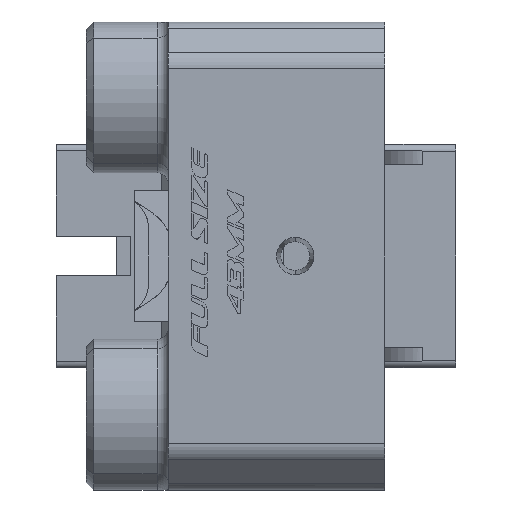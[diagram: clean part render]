
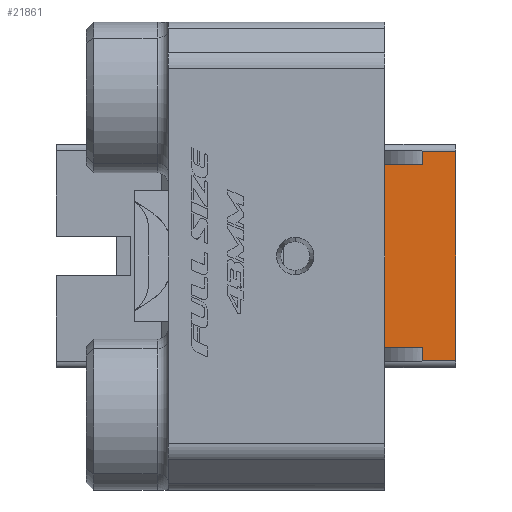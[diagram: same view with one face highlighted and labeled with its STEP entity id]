
A CAD part, left-side view. The second image highlights one B-rep face of the part: STEP entity #21861.
In plain terms, the highlighted planar face has unit normal (-1, 0, 0).
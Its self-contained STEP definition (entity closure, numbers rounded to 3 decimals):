
#361 = EDGE_LOOP ( 'NONE', ( #11908, #13009, #28912, #12010, #14742, #29361, #22011, #6151 ) ) ;
#1451 = DIRECTION ( 'NONE',  ( 0., 0., 1. ) ) ;
#1464 = EDGE_CURVE ( 'NONE', #6314, #10219, #28220, .T. ) ;
#1706 = CARTESIAN_POINT ( 'NONE',  ( 13., -9.5, 0. ) ) ;
#3689 = CARTESIAN_POINT ( 'NONE',  ( 13., -2., 12.2 ) ) ;
#5455 = VECTOR ( 'NONE', #15361, 1000. ) ;
#5654 = VERTEX_POINT ( 'NONE', #3689 ) ;
#5759 = CARTESIAN_POINT ( 'NONE',  ( 13., -2., -12.2 ) ) ;
#6151 = ORIENTED_EDGE ( 'NONE', *, *, #1464, .T. ) ;
#6314 = VERTEX_POINT ( 'NONE', #32141 ) ;
#6527 = VERTEX_POINT ( 'NONE', #34977 ) ;
#7307 = VERTEX_POINT ( 'NONE', #12557 ) ;
#9072 = LINE ( 'NONE', #32487, #9705 ) ;
#9440 = LINE ( 'NONE', #26704, #19574 ) ;
#9705 = VECTOR ( 'NONE', #23851, 1000. ) ;
#10219 = VERTEX_POINT ( 'NONE', #23905 ) ;
#10679 = EDGE_CURVE ( 'NONE', #12423, #7307, #19384, .T. ) ;
#11449 = DIRECTION ( 'NONE',  ( 0., -1., 0. ) ) ;
#11887 = CARTESIAN_POINT ( 'NONE',  ( 13., -2., -12.2 ) ) ;
#11908 = ORIENTED_EDGE ( 'NONE', *, *, #21459, .T. ) ;
#12010 = ORIENTED_EDGE ( 'NONE', *, *, #27724, .F. ) ;
#12423 = VERTEX_POINT ( 'NONE', #22806 ) ;
#12557 = CARTESIAN_POINT ( 'NONE',  ( 13., -11.5, 14. ) ) ;
#12766 = VECTOR ( 'NONE', #11449, 1000. ) ;
#13009 = ORIENTED_EDGE ( 'NONE', *, *, #15796, .F. ) ;
#13236 = EDGE_CURVE ( 'NONE', #30233, #14320, #9072, .T. ) ;
#13608 = DIRECTION ( 'NONE',  ( 0., 0., -1. ) ) ;
#14320 = VERTEX_POINT ( 'NONE', #5759 ) ;
#14571 = LINE ( 'NONE', #11887, #24538 ) ;
#14742 = ORIENTED_EDGE ( 'NONE', *, *, #19227, .T. ) ;
#15361 = DIRECTION ( 'NONE',  ( 0., 1., 0. ) ) ;
#15748 = CARTESIAN_POINT ( 'NONE',  ( 13., 0., 12.2 ) ) ;
#15796 = EDGE_CURVE ( 'NONE', #14320, #5654, #14571, .T. ) ;
#16126 = CARTESIAN_POINT ( 'NONE',  ( 13., -7.074, 14.2 ) ) ;
#18334 = LINE ( 'NONE', #24293, #27034 ) ;
#19227 = EDGE_CURVE ( 'NONE', #6527, #12423, #19740, .T. ) ;
#19384 = LINE ( 'NONE', #24778, #33862 ) ;
#19544 = DIRECTION ( 'NONE',  ( 0., 0., -1. ) ) ;
#19574 = VECTOR ( 'NONE', #32472, 1000. ) ;
#19740 = LINE ( 'NONE', #34495, #12766 ) ;
#19925 = VECTOR ( 'NONE', #13608, 1000. ) ;
#20730 = EDGE_CURVE ( 'NONE', #7307, #6314, #9440, .T. ) ;
#21459 = EDGE_CURVE ( 'NONE', #10219, #5654, #30336, .T. ) ;
#21861 = ADVANCED_FACE ( 'NONE', ( #24364 ), #36065, .F. ) ;
#22011 = ORIENTED_EDGE ( 'NONE', *, *, #20730, .T. ) ;
#22272 = DIRECTION ( 'NONE',  ( 0., 0., 1. ) ) ;
#22806 = CARTESIAN_POINT ( 'NONE',  ( 13., -11.5, -14. ) ) ;
#23851 = DIRECTION ( 'NONE',  ( 0., 1., 0. ) ) ;
#23905 = CARTESIAN_POINT ( 'NONE',  ( 13., -7.074, 12.2 ) ) ;
#24293 = CARTESIAN_POINT ( 'NONE',  ( 13., -7.074, -14.2 ) ) ;
#24364 = FACE_OUTER_BOUND ( 'NONE', #361, .T. ) ;
#24538 = VECTOR ( 'NONE', #29737, 1000. ) ;
#24778 = CARTESIAN_POINT ( 'NONE',  ( 13., -11.5, 0. ) ) ;
#26418 = CARTESIAN_POINT ( 'NONE',  ( 13., -7.074, -12.2 ) ) ;
#26704 = CARTESIAN_POINT ( 'NONE',  ( 13., -9.5, 14. ) ) ;
#27034 = VECTOR ( 'NONE', #1451, 1000. ) ;
#27724 = EDGE_CURVE ( 'NONE', #6527, #30233, #18334, .T. ) ;
#28220 = LINE ( 'NONE', #16126, #19925 ) ;
#28912 = ORIENTED_EDGE ( 'NONE', *, *, #13236, .F. ) ;
#29361 = ORIENTED_EDGE ( 'NONE', *, *, #10679, .T. ) ;
#29737 = DIRECTION ( 'NONE',  ( 0., 0., 1. ) ) ;
#30233 = VERTEX_POINT ( 'NONE', #26418 ) ;
#30336 = LINE ( 'NONE', #15748, #5455 ) ;
#31030 = AXIS2_PLACEMENT_3D ( 'NONE', #1706, #36621, #19544 ) ;
#32141 = CARTESIAN_POINT ( 'NONE',  ( 13., -7.074, 14. ) ) ;
#32472 = DIRECTION ( 'NONE',  ( 0., 1., 0. ) ) ;
#32487 = CARTESIAN_POINT ( 'NONE',  ( 13., 0., -12.2 ) ) ;
#33862 = VECTOR ( 'NONE', #22272, 1000. ) ;
#34495 = CARTESIAN_POINT ( 'NONE',  ( 13., -9.5, -14. ) ) ;
#34977 = CARTESIAN_POINT ( 'NONE',  ( 13., -7.074, -14. ) ) ;
#36065 = PLANE ( 'NONE',  #31030 ) ;
#36621 = DIRECTION ( 'NONE',  ( 1., 0., 0. ) ) ;
